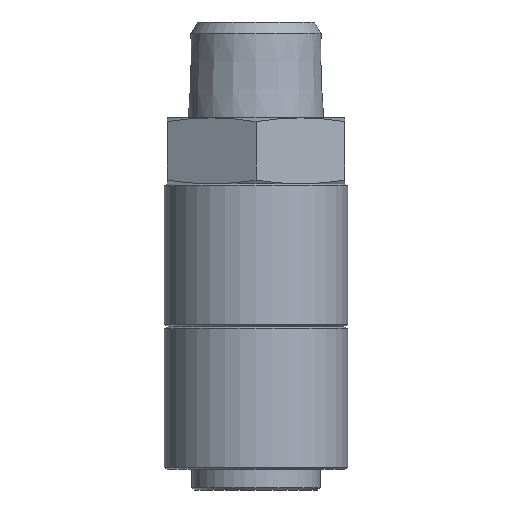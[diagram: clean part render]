
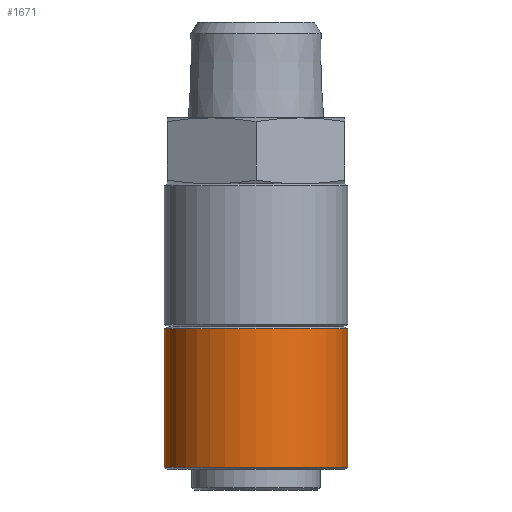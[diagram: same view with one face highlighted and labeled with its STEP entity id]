
A CAD part, front view. The second image highlights one B-rep face of the part: STEP entity #1671.
In plain terms, the highlighted cylindrical face has radius 11.5 mm (diameter 23 mm), a full revolution.
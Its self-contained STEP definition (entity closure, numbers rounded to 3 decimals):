
#127=B_SPLINE_CURVE_WITH_KNOTS('',3,(#2292,#2293,#2294,#2295,#2296,#2297,
#2298,#2299,#2300,#2301,#2302),.UNSPECIFIED.,.F.,.F.,(4,1,1,1,1,1,1,1,4),
(0.012,0.015,0.017,0.02,
0.022,0.025,0.028,0.03,
0.033),.UNSPECIFIED.);
#128=B_SPLINE_CURVE_WITH_KNOTS('',3,(#2307,#2308,#2309,#2310),
 .UNSPECIFIED.,.F.,.F.,(4,4),(0.,0.002),.UNSPECIFIED.);
#129=B_SPLINE_CURVE_WITH_KNOTS('',3,(#2314,#2315,#2316,#2317,#2318,#2319,
#2320,#2321,#2322,#2323,#2324,#2325),.UNSPECIFIED.,.F.,.F.,(4,1,1,1,1,1,
1,1,1,4),(0.035,0.037,0.04,0.042,
0.044,0.045,0.047,0.05,
0.053,0.055),.UNSPECIFIED.);
#130=B_SPLINE_CURVE_WITH_KNOTS('',3,(#2329,#2330,#2331,#2332),
 .UNSPECIFIED.,.F.,.F.,(4,4),(0.,0.002),.UNSPECIFIED.);
#171=CIRCLE('',#1768,11.5);
#172=CIRCLE('',#1769,11.5);
#173=CIRCLE('',#1770,11.5);
#174=CIRCLE('',#1771,11.5);
#175=CIRCLE('',#1772,11.5);
#176=CIRCLE('',#1773,11.5);
#251=ORIENTED_EDGE('',*,*,#532,.F.);
#252=ORIENTED_EDGE('',*,*,#533,.F.);
#253=ORIENTED_EDGE('',*,*,#534,.F.);
#254=ORIENTED_EDGE('',*,*,#535,.F.);
#255=ORIENTED_EDGE('',*,*,#536,.F.);
#256=ORIENTED_EDGE('',*,*,#537,.F.);
#257=ORIENTED_EDGE('',*,*,#538,.F.);
#258=ORIENTED_EDGE('',*,*,#539,.F.);
#259=ORIENTED_EDGE('',*,*,#540,.F.);
#260=ORIENTED_EDGE('',*,*,#541,.T.);
#532=EDGE_CURVE('',#672,#672,#171,.T.);
#533=EDGE_CURVE('',#673,#674,#127,.T.);
#534=EDGE_CURVE('',#675,#673,#172,.T.);
#535=EDGE_CURVE('',#676,#675,#128,.T.);
#536=EDGE_CURVE('',#677,#676,#173,.T.);
#537=EDGE_CURVE('',#678,#677,#129,.T.);
#538=EDGE_CURVE('',#679,#678,#174,.T.);
#539=EDGE_CURVE('',#680,#679,#130,.T.);
#540=EDGE_CURVE('',#674,#680,#175,.T.);
#541=EDGE_CURVE('',#681,#681,#176,.T.);
#672=VERTEX_POINT('',#2291);
#673=VERTEX_POINT('',#2303);
#674=VERTEX_POINT('',#2304);
#675=VERTEX_POINT('',#2306);
#676=VERTEX_POINT('',#2311);
#677=VERTEX_POINT('',#2313);
#678=VERTEX_POINT('',#2326);
#679=VERTEX_POINT('',#2328);
#680=VERTEX_POINT('',#2333);
#681=VERTEX_POINT('',#2336);
#780=EDGE_LOOP('',(#251));
#781=EDGE_LOOP('',(#252,#253,#254,#255,#256,#257,#258,#259));
#782=EDGE_LOOP('',(#260));
#917=FACE_BOUND('',#780,.T.);
#918=FACE_BOUND('',#781,.T.);
#919=FACE_BOUND('',#782,.T.);
#1051=CYLINDRICAL_SURFACE('',#1767,11.5);
#1671=ADVANCED_FACE('',(#917,#918,#919),#1051,.T.);
#1767=AXIS2_PLACEMENT_3D('',#2289,#1941,#1942);
#1768=AXIS2_PLACEMENT_3D('',#2290,#1943,#1944);
#1769=AXIS2_PLACEMENT_3D('',#2305,#1945,#1946);
#1770=AXIS2_PLACEMENT_3D('',#2312,#1947,#1948);
#1771=AXIS2_PLACEMENT_3D('',#2327,#1949,#1950);
#1772=AXIS2_PLACEMENT_3D('',#2334,#1951,#1952);
#1773=AXIS2_PLACEMENT_3D('',#2335,#1953,#1954);
#1941=DIRECTION('',(0.,0.,-1.));
#1942=DIRECTION('',(-1.,0.,0.));
#1943=DIRECTION('',(0.,0.,-1.));
#1944=DIRECTION('',(-1.,0.,0.));
#1945=DIRECTION('',(0.,0.,-1.));
#1946=DIRECTION('',(-1.,0.,0.));
#1947=DIRECTION('',(0.,0.,1.));
#1948=DIRECTION('',(1.,0.,0.));
#1949=DIRECTION('',(0.,0.,1.));
#1950=DIRECTION('',(1.,0.,0.));
#1951=DIRECTION('',(0.,0.,-1.));
#1952=DIRECTION('',(-1.,0.,0.));
#1953=DIRECTION('',(0.,0.,-1.));
#1954=DIRECTION('',(-1.,0.,0.));
#2289=CARTESIAN_POINT('',(0.,0.,-46.6));
#2290=CARTESIAN_POINT('',(0.,0.,-43.775));
#2291=CARTESIAN_POINT('',(-11.5,0.,-43.775));
#2292=CARTESIAN_POINT('',(-6.928,9.179,-34.141));
#2293=CARTESIAN_POINT('',(-6.807,9.27,-33.3));
#2294=CARTESIAN_POINT('',(-6.254,9.686,-31.684));
#2295=CARTESIAN_POINT('',(-4.705,10.559,-29.769));
#2296=CARTESIAN_POINT('',(-2.57,11.298,-28.467));
#2297=CARTESIAN_POINT('',(-0.008,11.601,-27.979));
#2298=CARTESIAN_POINT('',(2.567,11.3,-28.463));
#2299=CARTESIAN_POINT('',(4.711,10.556,-29.775));
#2300=CARTESIAN_POINT('',(6.254,9.686,-31.687));
#2301=CARTESIAN_POINT('',(6.806,9.271,-33.295));
#2302=CARTESIAN_POINT('',(6.928,9.179,-34.141));
#2303=CARTESIAN_POINT('',(-6.928,9.179,-34.141));
#2304=CARTESIAN_POINT('',(6.928,9.179,-34.141));
#2305=CARTESIAN_POINT('',(0.,0.,-34.141));
#2306=CARTESIAN_POINT('',(-8.693,7.529,-34.141));
#2307=CARTESIAN_POINT('',(-8.693,7.529,-36.141));
#2308=CARTESIAN_POINT('',(-8.769,7.441,-35.475));
#2309=CARTESIAN_POINT('',(-8.769,7.441,-34.808));
#2310=CARTESIAN_POINT('',(-8.693,7.529,-34.141));
#2311=CARTESIAN_POINT('',(-8.693,7.529,-36.141));
#2312=CARTESIAN_POINT('',(0.,0.,-36.141));
#2313=CARTESIAN_POINT('',(-6.928,9.179,-36.141));
#2314=CARTESIAN_POINT('',(6.928,9.179,-36.141));
#2315=CARTESIAN_POINT('',(6.806,9.271,-36.987));
#2316=CARTESIAN_POINT('',(6.249,9.688,-38.606));
#2317=CARTESIAN_POINT('',(4.702,10.562,-40.519));
#2318=CARTESIAN_POINT('',(2.905,11.178,-41.605));
#2319=CARTESIAN_POINT('',(1.287,11.451,-42.062));
#2320=CARTESIAN_POINT('',(-0.456,11.55,-42.222));
#2321=CARTESIAN_POINT('',(-2.58,11.295,-41.811));
#2322=CARTESIAN_POINT('',(-4.721,10.552,-40.5));
#2323=CARTESIAN_POINT('',(-6.257,9.683,-38.589));
#2324=CARTESIAN_POINT('',(-6.807,9.27,-36.982));
#2325=CARTESIAN_POINT('',(-6.928,9.179,-36.141));
#2326=CARTESIAN_POINT('',(6.928,9.179,-36.141));
#2327=CARTESIAN_POINT('',(0.,0.,-36.141));
#2328=CARTESIAN_POINT('',(8.693,7.529,-36.141));
#2329=CARTESIAN_POINT('',(8.693,7.529,-34.141));
#2330=CARTESIAN_POINT('',(8.769,7.441,-34.808));
#2331=CARTESIAN_POINT('',(8.769,7.441,-35.475));
#2332=CARTESIAN_POINT('',(8.693,7.529,-36.141));
#2333=CARTESIAN_POINT('',(8.693,7.529,-34.141));
#2334=CARTESIAN_POINT('',(0.,0.,-34.141));
#2335=CARTESIAN_POINT('',(0.,0.,-26.421));
#2336=CARTESIAN_POINT('',(-11.5,0.,-26.421));
